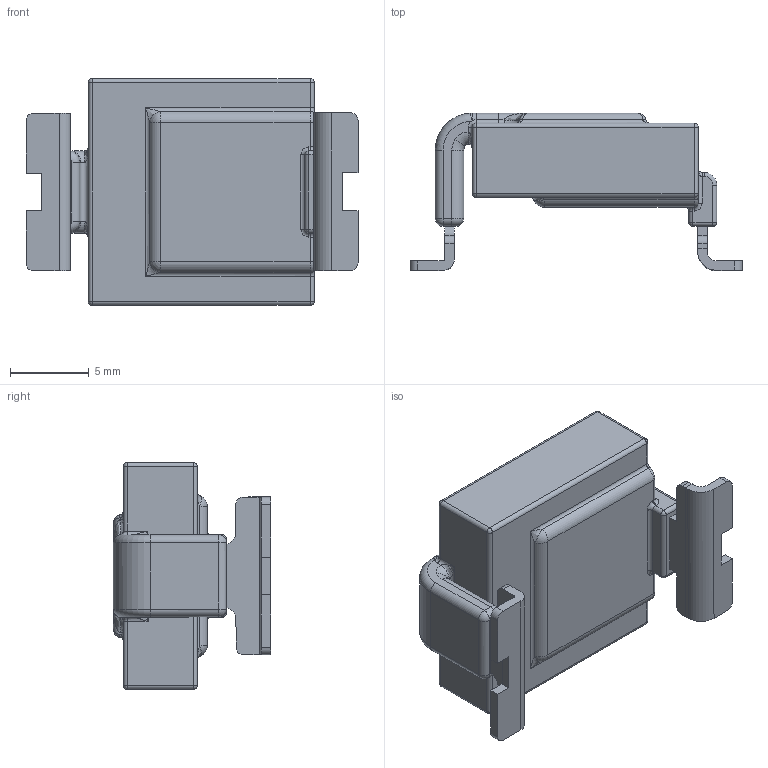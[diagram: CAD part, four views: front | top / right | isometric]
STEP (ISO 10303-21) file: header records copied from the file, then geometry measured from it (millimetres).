
FILE_DESCRIPTION (( 'STEP AP203' ), '1' );
FILE_NAME ('PTVS15-0xxC-SH.STEP', '2014-03-19T20:30:08', ( 'leader' ), ( '' ), 'SwSTEP 2.0', 'SolidWorks 2012', '' );
FILE_SCHEMA (( 'CONFIG_CONTROL_DESIGN' ));
Length unit declared in the file: millimetre
Products named in the file (1): PTVS15-0xxC-SH
Bounding box: 21.02 x 9.97 x 14.36 mm (x, y, z)
Volume: 1208.6 mm3; surface area: 1016.2 mm2
Topology: 3 solids, 3 shells, 204 faces, 503 edges, 275 vertices
Faces by surface type: cylinder 86, plane 58, bspline 26, torus 18, sphere 16
Entity records: 6332 total; most frequent: CARTESIAN_POINT 1803, DIRECTION 943, ORIENTED_EDGE 942, EDGE_CURVE 471, AXIS2_PLACEMENT_3D 351, VERTEX_POINT 274, VECTOR 241, LINE 241
